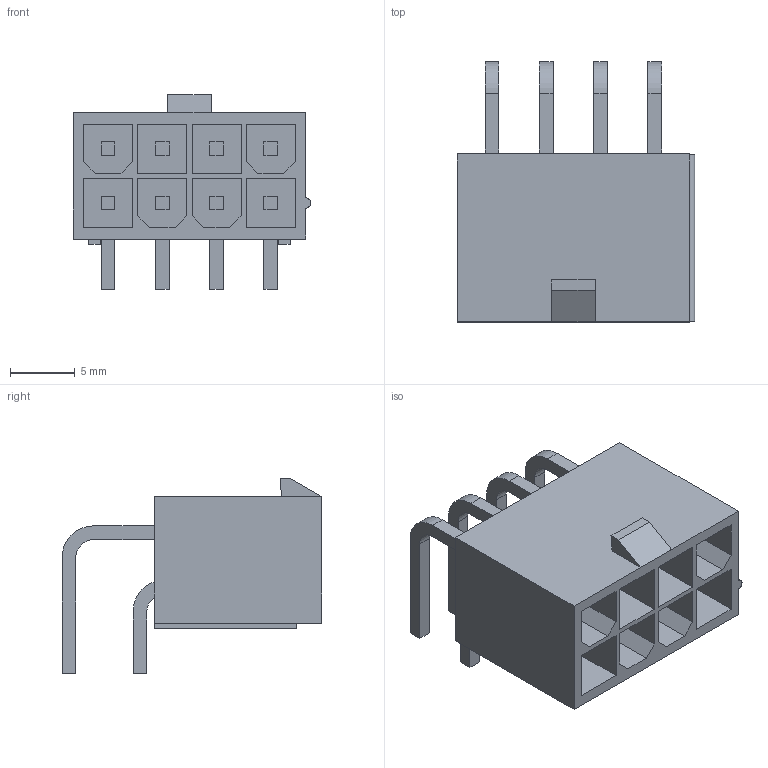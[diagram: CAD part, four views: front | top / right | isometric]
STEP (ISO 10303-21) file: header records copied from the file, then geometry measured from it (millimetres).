
FILE_DESCRIPTION(('FreeCAD Model'),'2;1');
FILE_NAME( 'SOCKET420P-02X04.step', '2016-09-30T14:32:42',('Author'),(''), 'Open CASCADE STEP processor 6.8','FreeCAD','Unknown');
FILE_SCHEMA(('AUTOMOTIVE_DESIGN_CC2 { 1 2 10303 214 -1 1 5 4 }'));
Length unit declared in the file: millimetre
Products named in the file (2): ASSEMBLY; SOCKET420P-02X04
Assembly tree (1 placements, depth 2):
  ASSEMBLY
    SOCKET420P-02X04
Bounding box: 18.4 x 20.13 x 15.1 mm (x, y, z)
Volume: 1391.1 mm3; surface area: 2848 mm2
Topology: 1 solids, 1 shells, 173 faces, 439 edges, 292 vertices
Faces by surface type: plane 156, cylinder 17
Entity records: 12421 total; most frequent: CARTESIAN_POINT 3512, DIRECTION 1617, LINE 1181, VECTOR 1181, ORIENTED_EDGE 878, PCURVE 878, DEFINITIONAL_REPRESENTATION 878, EDGE_CURVE 439
